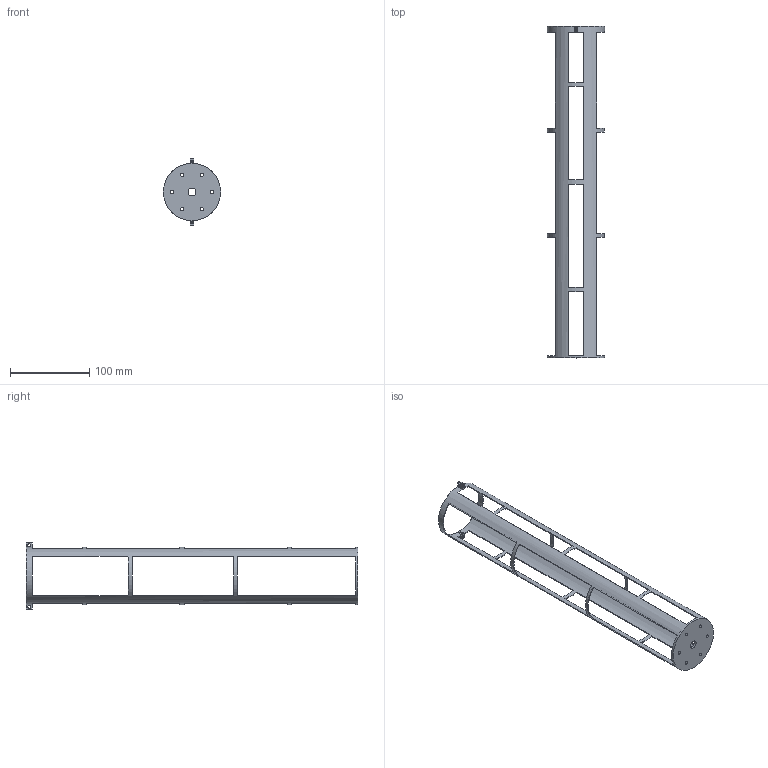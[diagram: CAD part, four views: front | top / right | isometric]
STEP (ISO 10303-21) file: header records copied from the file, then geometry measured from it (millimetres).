
FILE_DESCRIPTION(('STEP AP203'), '1');
FILE_NAME('栦槼鴈樇鳺 摳罻', '', ('UNSPECIFIED'), ('UNSPECIFIED'), 'C3D Converter', 'C3D Toolkit', '');
FILE_SCHEMA(('CONFIG_CONTROL_DESIGN'));
Length unit declared in the file: millimetre
Bounding box: 72 x 418 x 83.17 mm (x, y, z)
Volume: 44419.6 mm3; surface area: 79056.4 mm2
Topology: 1 solids, 1 shells, 91 faces, 294 edges, 196 vertices
Faces by surface type: plane 78, cylinder 13
Full cylindrical faces by diameter (mm): 4 x10, 10 x1, 70 x1, 72 x1
Entity records: 4033 total; most frequent: CARTESIAN_POINT 564, DIRECTION 560, ORIENTED_EDGE 552, EDGE_CURVE 276, VERTEX_POINT 196, AXIS2_PLACEMENT_3D 192, LINE 176, VECTOR 176
